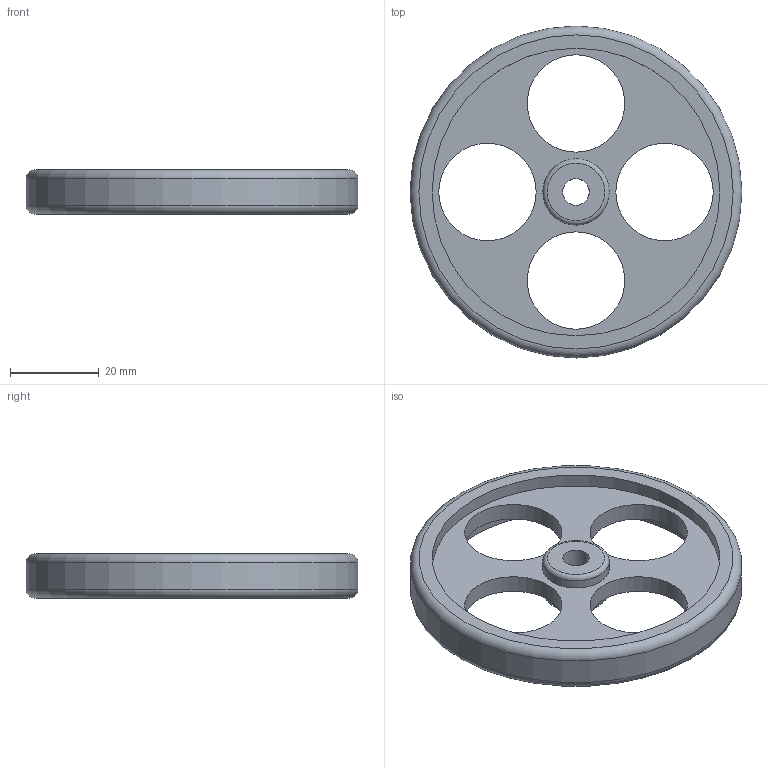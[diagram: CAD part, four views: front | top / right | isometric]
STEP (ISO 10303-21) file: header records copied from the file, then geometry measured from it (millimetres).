
FILE_DESCRIPTION(/* description */ (''),/* implementation_level */ '2;1');
FILE_NAME(/* name */ 'fly_wheel.stp',/* time_stamp */ '2022-05-04T14:42:57-03:00',/* author */ ('19710060'),/* organization */ (''),/* preprocessor_version */ 'ST-DEVELOPER v18.1',/* originating_system */ 'Autodesk Inventor 2022',/* authorisation */ '');
FILE_SCHEMA (('AUTOMOTIVE_DESIGN { 1 0 10303 214 3 1 1 }'));
Length unit declared in the file: millimetre
Products named in the file (1): fly_wheel
Bounding box: 75 x 75 x 10 mm (x, y, z)
Volume: 18520.3 mm3; surface area: 10479.6 mm2
Topology: 1 solids, 1 shells, 23 faces, 52 edges, 34 vertices
Faces by surface type: cylinder 12, plane 7, torus 4
Full cylindrical faces by diameter (mm): 2.5 x1, 6 x1, 15 x1, 22 x4, 65 x2, 75 x1
Entity records: 793 total; most frequent: CARTESIAN_POINT 177, DIRECTION 128, ORIENTED_EDGE 104, AXIS2_PLACEMENT_3D 58, EDGE_CURVE 52, EDGE_LOOP 37, VERTEX_POINT 33, CIRCLE 32
